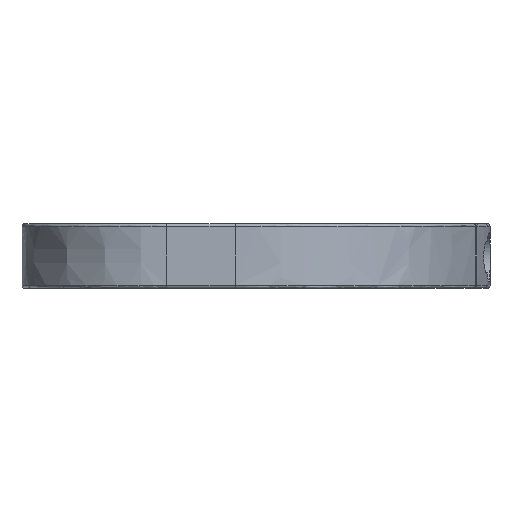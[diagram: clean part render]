
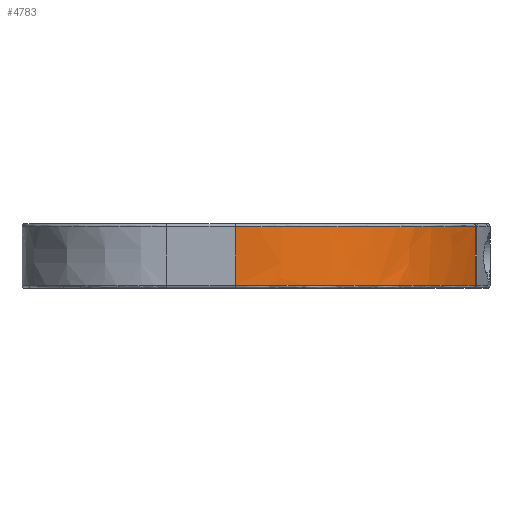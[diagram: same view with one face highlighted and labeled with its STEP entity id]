
A CAD part, left-side view. The second image highlights one B-rep face of the part: STEP entity #4783.
In plain terms, the highlighted face is a extrusion surface.
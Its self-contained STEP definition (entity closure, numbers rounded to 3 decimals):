
#299=CARTESIAN_POINT('',(-13.,-24.861,
-0.3));
#300=CARTESIAN_POINT('',(-15.306,-24.235,
-0.3));
#301=CARTESIAN_POINT('',(-20.316,-22.525,
-0.3));
#302=CARTESIAN_POINT('',(-27.418,-18.862,
-0.3));
#303=CARTESIAN_POINT('',(-32.66,-12.638,
-0.3));
#304=CARTESIAN_POINT('',(-35.105,-6.424,
-0.3));
#305=CARTESIAN_POINT('',(-35.56,-2.412,-0.3));
#306=CARTESIAN_POINT('',(-35.56,-0.89,-0.3));
#399=DIRECTION('',(0.,0.,1.));
#400=VECTOR('',#399,5.85);
#401=CARTESIAN_POINT('',(-13.,-24.861,
-6.15));
#402=LINE('',#401,#400);
#444=CARTESIAN_POINT('',(-35.56,-0.89,-6.15));
#445=CARTESIAN_POINT('',(-35.56,-2.412,-6.15));
#446=CARTESIAN_POINT('',(-35.105,-6.424,
-6.15));
#447=CARTESIAN_POINT('',(-32.66,-12.638,
-6.15));
#448=CARTESIAN_POINT('',(-27.418,-18.862,
-6.15));
#449=CARTESIAN_POINT('',(-20.316,-22.525,
-6.15));
#450=CARTESIAN_POINT('',(-15.306,-24.235,
-6.15));
#451=CARTESIAN_POINT('',(-13.,-24.861,
-6.15));
#2557=DIRECTION('',(0.,0.,-1.));
#2558=VECTOR('',#2557,5.85);
#2559=CARTESIAN_POINT('',(-35.56,-0.89,-0.3));
#2560=LINE('',#2559,#2558);
#3637=CARTESIAN_POINT('',(-13.,-24.861,
-6.15));
#3638=CARTESIAN_POINT('',(-13.,-24.861,
-0.3));
#3639=VERTEX_POINT('',#3637);
#3640=VERTEX_POINT('',#3638);
#4086=CARTESIAN_POINT('',(-35.56,-0.89,-0.3));
#4087=VERTEX_POINT('',#4086);
#4094=CARTESIAN_POINT('',(-35.56,-0.89,-6.15));
#4096=VERTEX_POINT('',#4094);
#4759=CARTESIAN_POINT('',(-35.555,-0.437,0.));
#4760=CARTESIAN_POINT('',(-35.558,-0.588,0.));
#4761=CARTESIAN_POINT('',(-35.577,-2.261,0.));
#4762=CARTESIAN_POINT('',(-35.105,-6.424,0.));
#4763=CARTESIAN_POINT('',(-32.66,-12.638,0.));
#4764=CARTESIAN_POINT('',(-27.418,-18.862,0.));
#4765=CARTESIAN_POINT('',(-19.958,-22.709,0.));
#4766=CARTESIAN_POINT('',(-11.886,-25.364,0.));
#4767=CARTESIAN_POINT('',(-6.181,-26.346,0.));
#4768=CARTESIAN_POINT('',(-3.197,-26.319,0.));
#4769=CARTESIAN_POINT('',(-3.046,-26.316,0.));
#4771=DIRECTION('',(0.,0.,-1.));
#4772=VECTOR('',#4771,1.);
#4773=SURFACE_OF_LINEAR_EXTRUSION('',#4770,#4772);
#4775=ORIENTED_EDGE('',*,*,#4774,.F.);
#4777=ORIENTED_EDGE('',*,*,#4776,.F.);
#4779=ORIENTED_EDGE('',*,*,#4778,.F.);
#4780=ORIENTED_EDGE('',*,*,#4733,.F.);
#4781=EDGE_LOOP('',(#4775,#4777,#4779,#4780));
#4782=FACE_OUTER_BOUND('',#4781,.F.);
#4783=ADVANCED_FACE('',(#4782),#4773,.F.);
#307=B_SPLINE_CURVE_WITH_KNOTS('',3,(#299,#300,#301,#302,#303,#304,#305,#306),
.UNSPECIFIED.,.F.,.F.,(4,1,1,1,1,4),(0.,0.201,0.446,
0.662,0.872,1.),.UNSPECIFIED.);
#452=B_SPLINE_CURVE_WITH_KNOTS('',3,(#444,#445,#446,#447,#448,#449,#450,#451),
.UNSPECIFIED.,.F.,.F.,(4,1,1,1,1,4),(0.,0.128,0.338,
0.554,0.799,1.),.UNSPECIFIED.);
#4733=EDGE_CURVE('',#3640,#4087,#307,.T.);
#4770=B_SPLINE_CURVE_WITH_KNOTS('',3,(#4759,#4760,#4761,#4762,#4763,#4764,#4765,
#4766,#4767,#4768,#4769),.UNSPECIFIED.,.F.,.F.,(4,1,1,1,1,1,1,1,4),(0.,
0.01,0.109,0.27,0.437,
0.626,0.807,0.99,1.),.UNSPECIFIED.);
#4774=EDGE_CURVE('',#3639,#3640,#402,.T.);
#4776=EDGE_CURVE('',#4096,#3639,#452,.T.);
#4778=EDGE_CURVE('',#4087,#4096,#2560,.T.);
